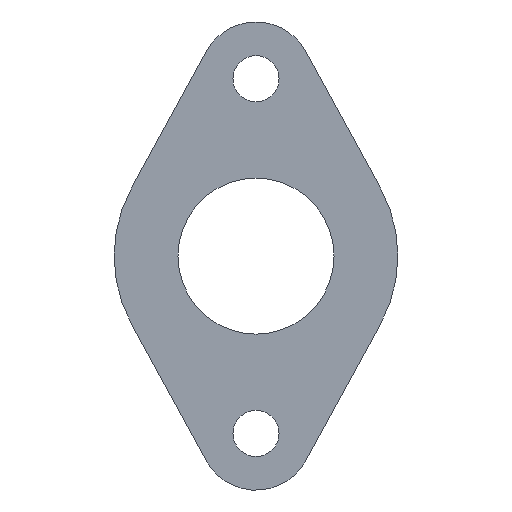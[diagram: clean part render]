
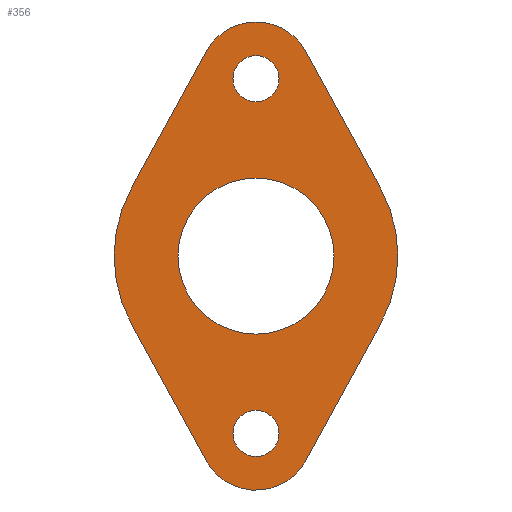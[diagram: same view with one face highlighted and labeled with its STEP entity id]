
A CAD part, left-side view. The second image highlights one B-rep face of the part: STEP entity #356.
In plain terms, the highlighted planar face has unit normal (-1, 0, 0).
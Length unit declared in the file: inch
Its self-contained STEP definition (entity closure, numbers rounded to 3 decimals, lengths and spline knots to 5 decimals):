
#2 = CARTESIAN_POINT ( 'NONE',  ( 0., 0.27631, 1.13543 ) ) ;
#3 = DIRECTION ( 'NONE',  ( 1., 0., 0. ) ) ;
#4 = ORIENTED_EDGE ( 'NONE', *, *, #399, .T. ) ;
#6 = CIRCLE ( 'NONE', #372, 0.31496 ) ;
#7 = AXIS2_PLACEMENT_3D ( 'NONE', #29, #137, #26 ) ;
#8 = DIRECTION ( 'NONE',  ( 0., 0., -1. ) ) ;
#11 = CARTESIAN_POINT ( 'NONE',  ( 0., 0., -0.8563 ) ) ;
#21 = DIRECTION ( 'NONE',  ( 1., 0., 0. ) ) ;
#22 = CARTESIAN_POINT ( 'NONE',  ( 0., 0., 0.43307 ) ) ;
#23 = VERTEX_POINT ( 'NONE', #442 ) ;
#26 = DIRECTION ( 'NONE',  ( 0., 0., -1. ) ) ;
#29 = CARTESIAN_POINT ( 'NONE',  ( 0., 0., 0. ) ) ;
#34 = ORIENTED_EDGE ( 'NONE', *, *, #418, .T. ) ;
#43 = EDGE_CURVE ( 'NONE', #522, #388, #200, .T. ) ;
#44 = DIRECTION ( 'NONE',  ( 0., 0., -1. ) ) ;
#46 = CARTESIAN_POINT ( 'NONE',  ( 0., 0., 0.98425 ) ) ;
#50 = CARTESIAN_POINT ( 'NONE',  ( 0., 0.69076, 0.37795 ) ) ;
#52 = DIRECTION ( 'NONE',  ( 1., 0., 0. ) ) ;
#53 = DIRECTION ( 'NONE',  ( 1., 0., 0. ) ) ;
#70 = AXIS2_PLACEMENT_3D ( 'NONE', #445, #3, #539 ) ;
#83 = EDGE_CURVE ( 'NONE', #603, #479, #152, .T. ) ;
#85 = DIRECTION ( 'NONE',  ( 0., 1., 0. ) ) ;
#88 = CARTESIAN_POINT ( 'NONE',  ( 0., 0., 0.98425 ) ) ;
#93 = EDGE_CURVE ( 'NONE', #23, #522, #187, .T. ) ;
#95 = EDGE_LOOP ( 'NONE', ( #446, #198 ) ) ;
#104 = CARTESIAN_POINT ( 'NONE',  ( 0., 0., 0.98425 ) ) ;
#111 = CARTESIAN_POINT ( 'NONE',  ( 0., 0.27631, -1.13543 ) ) ;
#115 = EDGE_CURVE ( 'NONE', #479, #23, #502, .T. ) ;
#118 = ORIENTED_EDGE ( 'NONE', *, *, #115, .F. ) ;
#119 = EDGE_CURVE ( 'NONE', #388, #267, #269, .T. ) ;
#121 = DIRECTION ( 'NONE',  ( 0., 0., -1. ) ) ;
#123 = CARTESIAN_POINT ( 'NONE',  ( 0., 0., -0.98425 ) ) ;
#130 = DIRECTION ( 'NONE',  ( 1., 0., 0. ) ) ;
#132 = CARTESIAN_POINT ( 'NONE',  ( 0., 0., -0.43307 ) ) ;
#135 = CIRCLE ( 'NONE', #488, 0.12795 ) ;
#137 = DIRECTION ( 'NONE',  ( 1., 0., 0. ) ) ;
#139 = FACE_BOUND ( 'NONE', #95, .T. ) ;
#140 = VECTOR ( 'NONE', #606, 39.37008 ) ;
#142 = CARTESIAN_POINT ( 'NONE',  ( 0., 0., -0.98425 ) ) ;
#144 = CIRCLE ( 'NONE', #583, 0.43307 ) ;
#148 = EDGE_CURVE ( 'NONE', #192, #302, #296, .T. ) ;
#150 = ORIENTED_EDGE ( 'NONE', *, *, #119, .F. ) ;
#152 = LINE ( 'NONE', #50, #140 ) ;
#155 = LINE ( 'NONE', #604, #279 ) ;
#161 = DIRECTION ( 'NONE',  ( 0., 0.48, -0.877 ) ) ;
#163 = DIRECTION ( 'NONE',  ( 0., 0., -1. ) ) ;
#167 = LINE ( 'NONE', #609, #453 ) ;
#178 = DIRECTION ( 'NONE',  ( 0., 0., -1. ) ) ;
#179 = ORIENTED_EDGE ( 'NONE', *, *, #249, .F. ) ;
#182 = CARTESIAN_POINT ( 'NONE',  ( 0., 0., 1.1122 ) ) ;
#187 = CIRCLE ( 'NONE', #568, 0.31496 ) ;
#189 = FACE_BOUND ( 'NONE', #290, .T. ) ;
#192 = VERTEX_POINT ( 'NONE', #22 ) ;
#198 = ORIENTED_EDGE ( 'NONE', *, *, #527, .T. ) ;
#199 = CARTESIAN_POINT ( 'NONE',  ( 0., -0.69076, 0.37795 ) ) ;
#200 = LINE ( 'NONE', #543, #421 ) ;
#213 = CARTESIAN_POINT ( 'NONE',  ( 0., 0., 0.8563 ) ) ;
#214 = VERTEX_POINT ( 'NONE', #213 ) ;
#228 = CARTESIAN_POINT ( 'NONE',  ( 0., -0.69076, -0.37795 ) ) ;
#243 = ORIENTED_EDGE ( 'NONE', *, *, #509, .F. ) ;
#248 = DIRECTION ( 'NONE',  ( 1., 0., 0. ) ) ;
#249 = EDGE_CURVE ( 'NONE', #449, #544, #6, .T. ) ;
#250 = VERTEX_POINT ( 'NONE', #182 ) ;
#254 = CIRCLE ( 'NONE', #7, 0.7874 ) ;
#261 = CARTESIAN_POINT ( 'NONE',  ( 0., 0., 0.98425 ) ) ;
#265 = DIRECTION ( 'NONE',  ( 0., 0.48, 0.877 ) ) ;
#267 = VERTEX_POINT ( 'NONE', #228 ) ;
#269 = CIRCLE ( 'NONE', #70, 0.7874 ) ;
#271 = AXIS2_PLACEMENT_3D ( 'NONE', #586, #335, #85 ) ;
#279 = VECTOR ( 'NONE', #161, 39.37008 ) ;
#280 = CARTESIAN_POINT ( 'NONE',  ( 0., 0., -0.98425 ) ) ;
#286 = EDGE_CURVE ( 'NONE', #337, #603, #254, .T. ) ;
#287 = CIRCLE ( 'NONE', #315, 0.12795 ) ;
#290 = EDGE_LOOP ( 'NONE', ( #334, #34 ) ) ;
#293 = EDGE_LOOP ( 'NONE', ( #393, #578, #519, #179, #243, #150, #486, #466, #118 ) ) ;
#294 = DIRECTION ( 'NONE',  ( 1., 0., 0. ) ) ;
#296 = CIRCLE ( 'NONE', #385, 0.43307 ) ;
#300 = DIRECTION ( 'NONE',  ( 0., 0., -1. ) ) ;
#302 = VERTEX_POINT ( 'NONE', #132 ) ;
#303 = DIRECTION ( 'NONE',  ( 1., 0., 0. ) ) ;
#315 = AXIS2_PLACEMENT_3D ( 'NONE', #142, #52, #593 ) ;
#319 = EDGE_LOOP ( 'NONE', ( #4, #432 ) ) ;
#334 = ORIENTED_EDGE ( 'NONE', *, *, #148, .T. ) ;
#335 = DIRECTION ( 'NONE',  ( 1., 0., 0. ) ) ;
#337 = VERTEX_POINT ( 'NONE', #472 ) ;
#338 = CARTESIAN_POINT ( 'NONE',  ( 0., -0.27631, -1.13543 ) ) ;
#342 = DIRECTION ( 'NONE',  ( 0., 0., -1. ) ) ;
#347 = DIRECTION ( 'NONE',  ( 0., -0.48, -0.877 ) ) ;
#353 = AXIS2_PLACEMENT_3D ( 'NONE', #123, #21, #178 ) ;
#356 = ADVANCED_FACE ( 'NONE', ( #426, #139, #189, #584 ), #389, .F. ) ;
#359 = VERTEX_POINT ( 'NONE', #440 ) ;
#370 = CARTESIAN_POINT ( 'NONE',  ( 0., 0.69076, 0.37795 ) ) ;
#371 = EDGE_CURVE ( 'NONE', #629, #359, #287, .T. ) ;
#372 = AXIS2_PLACEMENT_3D ( 'NONE', #280, #130, #471 ) ;
#377 = AXIS2_PLACEMENT_3D ( 'NONE', #88, #303, #44 ) ;
#385 = AXIS2_PLACEMENT_3D ( 'NONE', #481, #53, #8 ) ;
#386 = CIRCLE ( 'NONE', #377, 0.12795 ) ;
#388 = VERTEX_POINT ( 'NONE', #199 ) ;
#389 = PLANE ( 'NONE',  #271 ) ;
#393 = ORIENTED_EDGE ( 'NONE', *, *, #83, .F. ) ;
#399 = EDGE_CURVE ( 'NONE', #250, #214, #386, .T. ) ;
#416 = CIRCLE ( 'NONE', #353, 0.12795 ) ;
#418 = EDGE_CURVE ( 'NONE', #302, #192, #144, .T. ) ;
#421 = VECTOR ( 'NONE', #347, 39.37008 ) ;
#426 = FACE_OUTER_BOUND ( 'NONE', #293, .T. ) ;
#432 = ORIENTED_EDGE ( 'NONE', *, *, #587, .T. ) ;
#440 = CARTESIAN_POINT ( 'NONE',  ( 0., 0., -1.1122 ) ) ;
#442 = CARTESIAN_POINT ( 'NONE',  ( 0., 0., 1.29921 ) ) ;
#445 = CARTESIAN_POINT ( 'NONE',  ( 0., 0., 0. ) ) ;
#446 = ORIENTED_EDGE ( 'NONE', *, *, #371, .T. ) ;
#449 = VERTEX_POINT ( 'NONE', #338 ) ;
#450 = DIRECTION ( 'NONE',  ( 1., 0., 0. ) ) ;
#452 = DIRECTION ( 'NONE',  ( 1., 0., 0. ) ) ;
#453 = VECTOR ( 'NONE', #265, 39.37008 ) ;
#466 = ORIENTED_EDGE ( 'NONE', *, *, #93, .F. ) ;
#471 = DIRECTION ( 'NONE',  ( 0., 0., -1. ) ) ;
#472 = CARTESIAN_POINT ( 'NONE',  ( 0., 0.69076, -0.37795 ) ) ;
#479 = VERTEX_POINT ( 'NONE', #2 ) ;
#481 = CARTESIAN_POINT ( 'NONE',  ( 0., 0., 0. ) ) ;
#486 = ORIENTED_EDGE ( 'NONE', *, *, #43, .F. ) ;
#488 = AXIS2_PLACEMENT_3D ( 'NONE', #261, #450, #121 ) ;
#502 = CIRCLE ( 'NONE', #612, 0.31496 ) ;
#509 = EDGE_CURVE ( 'NONE', #267, #449, #155, .T. ) ;
#519 = ORIENTED_EDGE ( 'NONE', *, *, #608, .F. ) ;
#522 = VERTEX_POINT ( 'NONE', #567 ) ;
#527 = EDGE_CURVE ( 'NONE', #359, #629, #416, .T. ) ;
#539 = DIRECTION ( 'NONE',  ( 0., 0., -1. ) ) ;
#543 = CARTESIAN_POINT ( 'NONE',  ( 0., -0.27631, 1.13543 ) ) ;
#544 = VERTEX_POINT ( 'NONE', #111 ) ;
#567 = CARTESIAN_POINT ( 'NONE',  ( 0., -0.27631, 1.13543 ) ) ;
#568 = AXIS2_PLACEMENT_3D ( 'NONE', #104, #248, #163 ) ;
#578 = ORIENTED_EDGE ( 'NONE', *, *, #286, .F. ) ;
#583 = AXIS2_PLACEMENT_3D ( 'NONE', #589, #294, #342 ) ;
#584 = FACE_BOUND ( 'NONE', #319, .T. ) ;
#586 = CARTESIAN_POINT ( 'NONE',  ( 0., 0., 0.98425 ) ) ;
#587 = EDGE_CURVE ( 'NONE', #214, #250, #135, .T. ) ;
#589 = CARTESIAN_POINT ( 'NONE',  ( 0., 0., 0. ) ) ;
#593 = DIRECTION ( 'NONE',  ( 0., 0., -1. ) ) ;
#603 = VERTEX_POINT ( 'NONE', #370 ) ;
#604 = CARTESIAN_POINT ( 'NONE',  ( 0., -0.69076, -0.37795 ) ) ;
#606 = DIRECTION ( 'NONE',  ( 0., -0.48, 0.877 ) ) ;
#608 = EDGE_CURVE ( 'NONE', #544, #337, #167, .T. ) ;
#609 = CARTESIAN_POINT ( 'NONE',  ( 0., 0.27631, -1.13543 ) ) ;
#612 = AXIS2_PLACEMENT_3D ( 'NONE', #46, #452, #300 ) ;
#629 = VERTEX_POINT ( 'NONE', #11 ) ;
